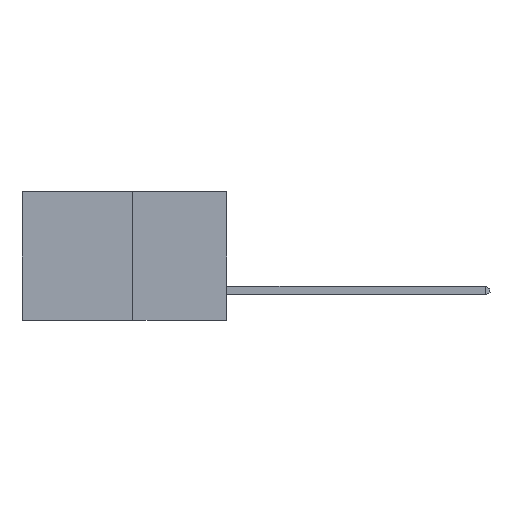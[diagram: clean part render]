
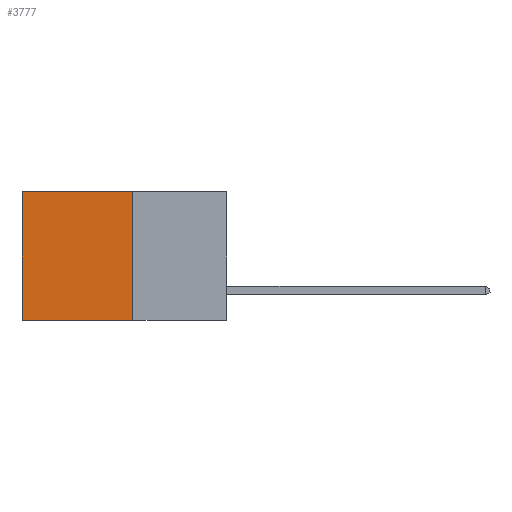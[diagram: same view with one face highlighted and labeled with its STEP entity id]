
A CAD part, left-side view. The second image highlights one B-rep face of the part: STEP entity #3777.
In plain terms, the highlighted planar face has unit normal (-1, 0, 0).
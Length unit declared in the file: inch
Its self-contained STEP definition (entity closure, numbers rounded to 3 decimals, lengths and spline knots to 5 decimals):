
#485 = ORIENTED_EDGE ( 'NONE', *, *, #712, .T. ) ;
#712 = EDGE_CURVE ( 'NONE', #8159, #7728, #7949, .T. ) ;
#734 = EDGE_LOOP ( 'NONE', ( #485, #1866, #3241, #2797 ) ) ;
#949 = VECTOR ( 'NONE', #7048, 39.37008 ) ;
#978 = AXIS2_PLACEMENT_3D ( 'NONE', #6072, #5731, #5683 ) ;
#1160 = EDGE_CURVE ( 'NONE', #1483, #4358, #2909, .T. ) ;
#1176 = CARTESIAN_POINT ( 'NONE',  ( 0.277, 0.27, 0. ) ) ;
#1483 = VERTEX_POINT ( 'NONE', #1176 ) ;
#1484 = FACE_OUTER_BOUND ( 'NONE', #734, .T. ) ;
#1641 = CARTESIAN_POINT ( 'NONE',  ( 0.277, 0.27, -0.37 ) ) ;
#1711 = DIRECTION ( 'NONE',  ( 0., 1., 0. ) ) ;
#1866 = ORIENTED_EDGE ( 'NONE', *, *, #6284, .F. ) ;
#2107 = CARTESIAN_POINT ( 'NONE',  ( 0.277, 0.59, -0.37 ) ) ;
#2113 = DIRECTION ( 'NONE',  ( 0., 0., -1. ) ) ;
#2594 = CARTESIAN_POINT ( 'NONE',  ( 0.277, 0.27, -0.37 ) ) ;
#2797 = ORIENTED_EDGE ( 'NONE', *, *, #3756, .T. ) ;
#2909 = LINE ( 'NONE', #3256, #949 ) ;
#3151 = VECTOR ( 'NONE', #2113, 39.37008 ) ;
#3241 = ORIENTED_EDGE ( 'NONE', *, *, #1160, .F. ) ;
#3256 = CARTESIAN_POINT ( 'NONE',  ( 0.277, 0.27, -0.37 ) ) ;
#3412 = VECTOR ( 'NONE', #6510, 39.37008 ) ;
#3428 = LINE ( 'NONE', #1641, #5182 ) ;
#3628 = LINE ( 'NONE', #6085, #3412 ) ;
#3756 = EDGE_CURVE ( 'NONE', #1483, #8159, #3628, .T. ) ;
#3777 = ADVANCED_FACE ( 'NONE', ( #1484 ), #5826, .F. ) ;
#4358 = VERTEX_POINT ( 'NONE', #2594 ) ;
#4854 = CARTESIAN_POINT ( 'NONE',  ( 0.277, 0.59, 0. ) ) ;
#5182 = VECTOR ( 'NONE', #1711, 39.37008 ) ;
#5683 = DIRECTION ( 'NONE',  ( 0., 0., -1. ) ) ;
#5731 = DIRECTION ( 'NONE',  ( 1., 0., 0. ) ) ;
#5826 = PLANE ( 'NONE',  #978 ) ;
#6072 = CARTESIAN_POINT ( 'NONE',  ( 0.277, 0.27, -0.37 ) ) ;
#6085 = CARTESIAN_POINT ( 'NONE',  ( 0.277, 0.27, 0. ) ) ;
#6284 = EDGE_CURVE ( 'NONE', #4358, #7728, #3428, .T. ) ;
#6510 = DIRECTION ( 'NONE',  ( 0., 1., 0. ) ) ;
#7048 = DIRECTION ( 'NONE',  ( 0., 0., -1. ) ) ;
#7438 = CARTESIAN_POINT ( 'NONE',  ( 0.277, 0.59, -0.37 ) ) ;
#7728 = VERTEX_POINT ( 'NONE', #7438 ) ;
#7949 = LINE ( 'NONE', #2107, #3151 ) ;
#8159 = VERTEX_POINT ( 'NONE', #4854 ) ;
